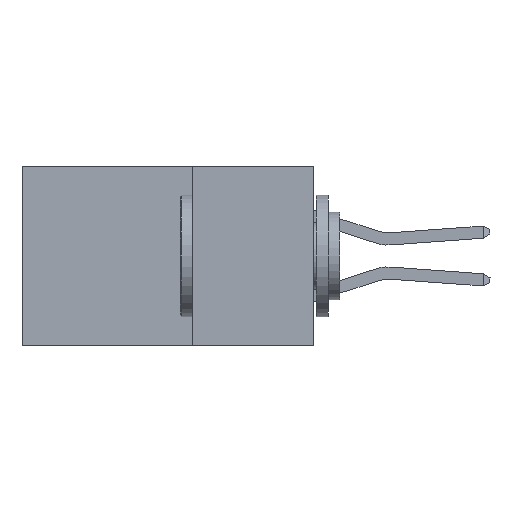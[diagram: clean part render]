
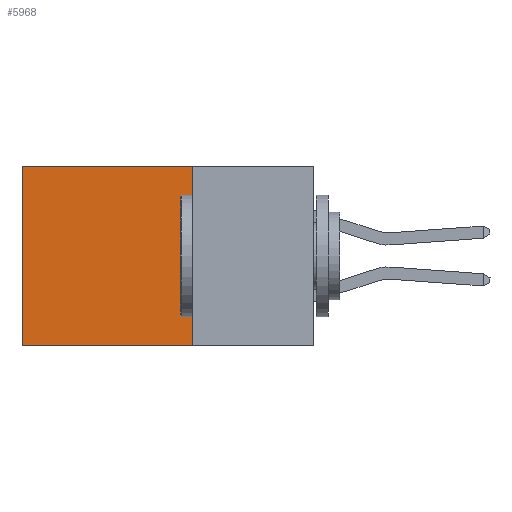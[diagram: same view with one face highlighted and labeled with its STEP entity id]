
A CAD part, left-side view. The second image highlights one B-rep face of the part: STEP entity #5968.
In plain terms, the highlighted planar face has unit normal (-1, 0, 0).
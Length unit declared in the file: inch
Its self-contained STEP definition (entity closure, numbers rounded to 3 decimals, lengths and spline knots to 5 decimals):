
#311 = CARTESIAN_POINT ( 'NONE',  ( 0.2875, 0.25, 0. ) ) ;
#317 = LINE ( 'NONE', #9603, #8156 ) ;
#572 = EDGE_CURVE ( 'NONE', #4527, #998, #5108, .T. ) ;
#665 = DIRECTION ( 'NONE',  ( 0., 0., -1. ) ) ;
#779 = FACE_OUTER_BOUND ( 'NONE', #7303, .T. ) ;
#981 = VERTEX_POINT ( 'NONE', #7146 ) ;
#998 = VERTEX_POINT ( 'NONE', #2431 ) ;
#1095 = ORIENTED_EDGE ( 'NONE', *, *, #4908, .F. ) ;
#1373 = CARTESIAN_POINT ( 'NONE',  ( 0.2875, 0.25, 0. ) ) ;
#1946 = EDGE_CURVE ( 'NONE', #3675, #981, #8185, .T. ) ;
#2113 = EDGE_CURVE ( 'NONE', #981, #998, #317, .T. ) ;
#2156 = CARTESIAN_POINT ( 'NONE',  ( 0.2875, 0.25, -0.37 ) ) ;
#2229 = CARTESIAN_POINT ( 'NONE',  ( 0.2875, 0.25, 0. ) ) ;
#2431 = CARTESIAN_POINT ( 'NONE',  ( 0.2875, 0.6, -0.37 ) ) ;
#2773 = CARTESIAN_POINT ( 'NONE',  ( 0.2875, 0.25, -0.37 ) ) ;
#3317 = DIRECTION ( 'NONE',  ( 0., 1., 0. ) ) ;
#3672 = CARTESIAN_POINT ( 'NONE',  ( 0.2875, 0.25, 0. ) ) ;
#3675 = VERTEX_POINT ( 'NONE', #311 ) ;
#3747 = DIRECTION ( 'NONE',  ( 0., 0., -1. ) ) ;
#3822 = PLANE ( 'NONE',  #6760 ) ;
#3850 = VECTOR ( 'NONE', #4117, 39.37008 ) ;
#3994 = ORIENTED_EDGE ( 'NONE', *, *, #2113, .T. ) ;
#4093 = ORIENTED_EDGE ( 'NONE', *, *, #572, .F. ) ;
#4117 = DIRECTION ( 'NONE',  ( 0., 1., 0. ) ) ;
#4160 = VECTOR ( 'NONE', #3747, 39.37008 ) ;
#4527 = VERTEX_POINT ( 'NONE', #2773 ) ;
#4908 = EDGE_CURVE ( 'NONE', #3675, #4527, #8032, .T. ) ;
#5108 = LINE ( 'NONE', #2156, #8823 ) ;
#5404 = DIRECTION ( 'NONE',  ( 1., 0., 0. ) ) ;
#5968 = ADVANCED_FACE ( 'NONE', ( #779 ), #3822, .F. ) ;
#6760 = AXIS2_PLACEMENT_3D ( 'NONE', #2229, #5404, #665 ) ;
#7146 = CARTESIAN_POINT ( 'NONE',  ( 0.2875, 0.6, 0. ) ) ;
#7303 = EDGE_LOOP ( 'NONE', ( #3994, #4093, #1095, #8951 ) ) ;
#8032 = LINE ( 'NONE', #1373, #4160 ) ;
#8156 = VECTOR ( 'NONE', #9577, 39.37008 ) ;
#8185 = LINE ( 'NONE', #3672, #3850 ) ;
#8823 = VECTOR ( 'NONE', #3317, 39.37008 ) ;
#8951 = ORIENTED_EDGE ( 'NONE', *, *, #1946, .T. ) ;
#9577 = DIRECTION ( 'NONE',  ( 0., 0., -1. ) ) ;
#9603 = CARTESIAN_POINT ( 'NONE',  ( 0.2875, 0.6, 0. ) ) ;
